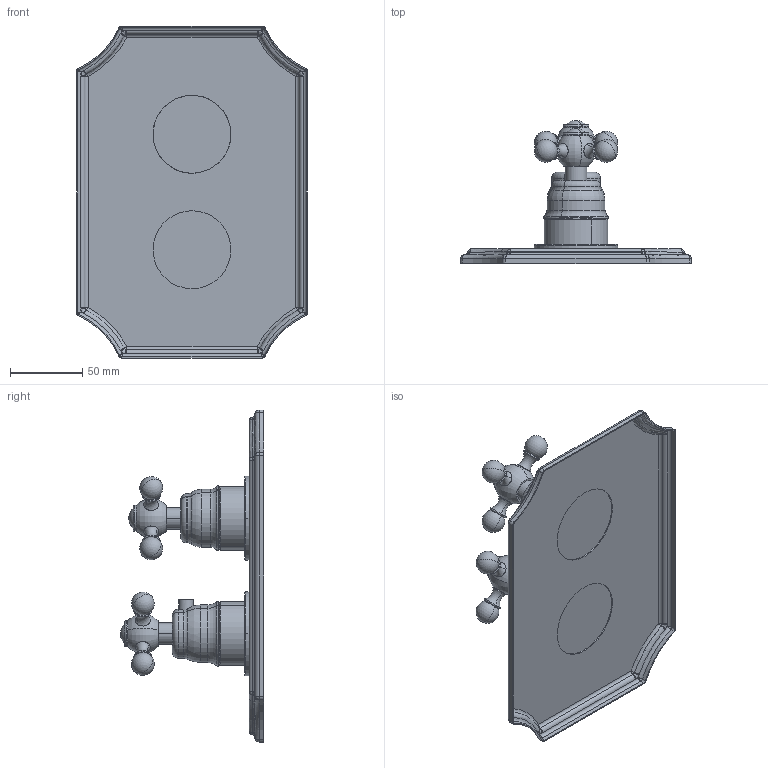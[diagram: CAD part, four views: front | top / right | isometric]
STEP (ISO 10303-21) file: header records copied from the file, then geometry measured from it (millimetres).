
FILE_DESCRIPTION(('CATIA V5 STEP Exchange','CAx-IF Rec.Pracs.--- Model Styling and Organization---1.5--- 2016-08-15','CAx-IF Rec.Pracs.---Supplemental Geometry---1.0---2011-11-01','CAx-IF Rec.Pracs.--- Composite Materials ---3.4---2017-06-13','CAx-IF Rec.Pracs.---Tessellated 3D Geometry---1.0---2015-12-17'),'2;1');
FILE_NAME('ACBBT030.stp','2026-02-11T09:50:10+00:00',('none'),('none'),'CATIA Version 5-6 Release 2020 SP3','CATIA V5 STEP AP242 v2','none');
FILE_SCHEMA(('AP242_MANAGED_MODEL_BASED_3D_ENGINEERING_MIM_LF {1 0 10303 442 1 1 4}'));
Length unit declared in the file: millimetre
Products named in the file (1): Product1_AllCATPart
Bounding box: 160 x 99.1 x 230 mm (x, y, z)
Volume: 210757.6 mm3; surface area: 104798.4 mm2
Topology: 1 solids, 3 shells, 379 faces, 860 edges, 466 vertices
Faces by surface type: bspline 96, torus 93, cylinder 90, plane 54, sphere 22, cone 20, revolution 4
Entity records: 14265 total; most frequent: CARTESIAN_POINT 7265, ORIENTED_EDGE 1608, DIRECTION 885, EDGE_CURVE 804, AXIS2_PLACEMENT_3D 550, VERTEX_POINT 466, EDGE_LOOP 414, ADVANCED_FACE 379
